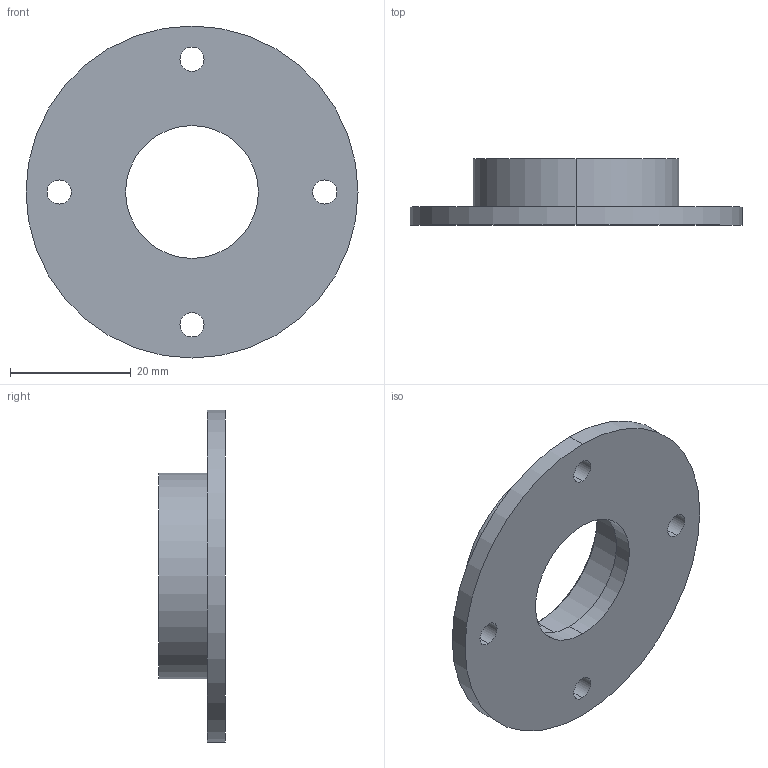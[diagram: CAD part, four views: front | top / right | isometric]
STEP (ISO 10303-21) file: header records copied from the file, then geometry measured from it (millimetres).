
FILE_DESCRIPTION (( 'STEP AP203' ), '1' );
FILE_NAME ('diff_shaft_bearing_seat_Default_sldprt.STEP', '2025-04-29T14:53:52', ( '' ), ( '' ), 'SwSTEP 2.0', 'SolidWorks 2024', '' );
FILE_SCHEMA (( 'CONFIG_CONTROL_DESIGN' ));
Length unit declared in the file: millimetre
Products named in the file (1): diff_shaft_bearing_seat_Default_sldprt
Bounding box: 55 x 11 x 55 mm (x, y, z)
Volume: 8162.5 mm3; surface area: 6299.4 mm2
Topology: 1 solids, 1 shells, 30 faces, 68 edges, 42 vertices
Faces by surface type: cylinder 16, cone 10, plane 4
Entity records: 951 total; most frequent: DIRECTION 172, CARTESIAN_POINT 141, ORIENTED_EDGE 136, AXIS2_PLACEMENT_3D 73, EDGE_CURVE 68, VERTEX_POINT 42, EDGE_LOOP 42, CIRCLE 42
